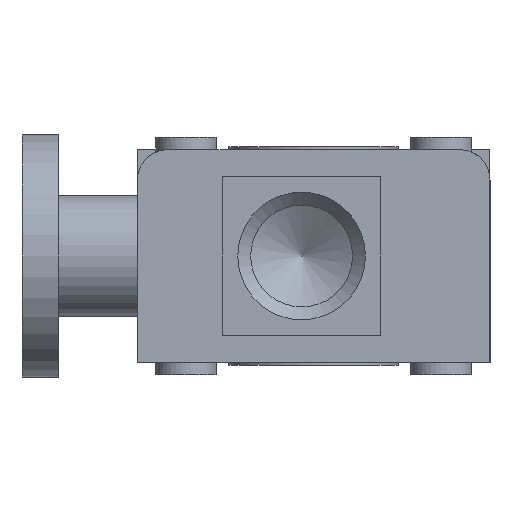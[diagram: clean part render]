
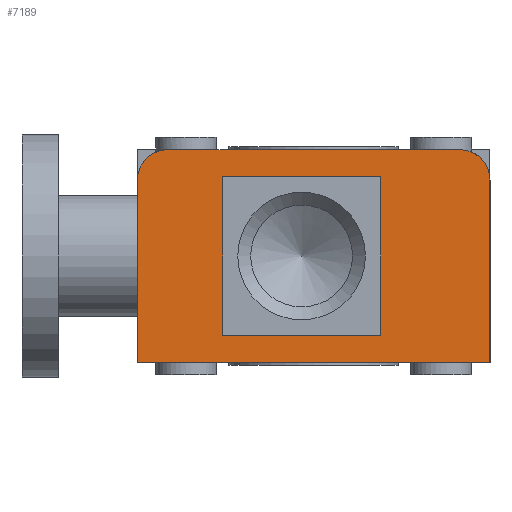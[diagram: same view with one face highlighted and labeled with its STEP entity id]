
A CAD part, left-side view. The second image highlights one B-rep face of the part: STEP entity #7189.
In plain terms, the highlighted planar face has unit normal (-1, 0, 0).
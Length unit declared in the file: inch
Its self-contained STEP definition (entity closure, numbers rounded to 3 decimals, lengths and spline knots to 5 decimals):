
#604=FACE_BOUND('',#1341,.T.);
#695=PLANE('',#7595);
#943=FACE_OUTER_BOUND('',#1340,.T.);
#1340=EDGE_LOOP('',(#5745,#5746,#5747,#5748,#5749,#5750));
#1341=EDGE_LOOP('',(#5751,#5752,#5753,#5754));
#1846=LINE('',#11995,#2385);
#1858=LINE('',#12058,#2397);
#1872=LINE('',#12123,#2411);
#1878=LINE('',#12135,#2417);
#1879=LINE('',#12138,#2418);
#1880=LINE('',#12140,#2419);
#1881=LINE('',#12142,#2420);
#1882=LINE('',#12143,#2421);
#2385=VECTOR('',#8555,0.3937);
#2397=VECTOR('',#8595,0.3937);
#2411=VECTOR('',#8633,0.3937);
#2417=VECTOR('',#8643,0.3937);
#2418=VECTOR('',#8644,0.3937);
#2419=VECTOR('',#8645,0.3937);
#2420=VECTOR('',#8646,0.3937);
#2421=VECTOR('',#8647,0.3937);
#2650=CIRCLE('',#7589,0.09843);
#2653=CIRCLE('',#7596,0.09843);
#3147=VERTEX_POINT('',#11981);
#3153=VERTEX_POINT('',#11993);
#3175=VERTEX_POINT('',#12055);
#3176=VERTEX_POINT('',#12057);
#3187=VERTEX_POINT('',#12081);
#3195=VERTEX_POINT('',#12122);
#3200=VERTEX_POINT('',#12136);
#3201=VERTEX_POINT('',#12137);
#3202=VERTEX_POINT('',#12139);
#3203=VERTEX_POINT('',#12141);
#4045=EDGE_CURVE('',#3153,#3147,#1846,.T.);
#4069=EDGE_CURVE('',#3175,#3176,#1858,.T.);
#4081=EDGE_CURVE('',#3176,#3187,#2650,.T.);
#4093=EDGE_CURVE('',#3187,#3195,#1872,.T.);
#4099=EDGE_CURVE('',#3147,#3175,#2653,.T.);
#4100=EDGE_CURVE('',#3195,#3153,#1878,.T.);
#4101=EDGE_CURVE('',#3200,#3201,#1879,.T.);
#4102=EDGE_CURVE('',#3201,#3202,#1880,.T.);
#4103=EDGE_CURVE('',#3202,#3203,#1881,.T.);
#4104=EDGE_CURVE('',#3203,#3200,#1882,.T.);
#5745=ORIENTED_EDGE('',*,*,#4081,.F.);
#5746=ORIENTED_EDGE('',*,*,#4069,.F.);
#5747=ORIENTED_EDGE('',*,*,#4099,.F.);
#5748=ORIENTED_EDGE('',*,*,#4045,.F.);
#5749=ORIENTED_EDGE('',*,*,#4100,.F.);
#5750=ORIENTED_EDGE('',*,*,#4093,.F.);
#5751=ORIENTED_EDGE('',*,*,#4101,.T.);
#5752=ORIENTED_EDGE('',*,*,#4102,.T.);
#5753=ORIENTED_EDGE('',*,*,#4103,.T.);
#5754=ORIENTED_EDGE('',*,*,#4104,.T.);
#7189=ADVANCED_FACE('',(#943,#604),#695,.T.);
#7589=AXIS2_PLACEMENT_3D('',#12082,#8614,#8615);
#7595=AXIS2_PLACEMENT_3D('',#12133,#8639,#8640);
#7596=AXIS2_PLACEMENT_3D('',#12134,#8641,#8642);
#8555=DIRECTION('',(0.,0.,1.));
#8595=DIRECTION('',(0.,-1.,0.));
#8614=DIRECTION('center_axis',(1.,0.,0.));
#8615=DIRECTION('ref_axis',(0.,-0.707,0.707));
#8633=DIRECTION('',(0.,0.,-1.));
#8639=DIRECTION('center_axis',(-1.,0.,0.));
#8640=DIRECTION('ref_axis',(0.,-1.,0.));
#8641=DIRECTION('center_axis',(1.,0.,0.));
#8642=DIRECTION('ref_axis',(0.,0.707,0.707));
#8643=DIRECTION('',(0.,1.,0.));
#8644=DIRECTION('',(0.,1.,0.));
#8645=DIRECTION('',(0.,0.,1.));
#8646=DIRECTION('',(0.,-1.,0.));
#8647=DIRECTION('',(0.,0.,-1.));
#11981=CARTESIAN_POINT('',(-2.65748,0.57087,0.24606));
#11993=CARTESIAN_POINT('',(-2.65748,0.57087,-0.34449));
#11995=CARTESIAN_POINT('',(-2.65748,0.57087,0.));
#12055=CARTESIAN_POINT('',(-2.65748,0.47244,0.34449));
#12057=CARTESIAN_POINT('',(-2.65748,-0.47244,0.34449));
#12058=CARTESIAN_POINT('',(-2.65748,0.57087,0.34449));
#12081=CARTESIAN_POINT('',(-2.65748,-0.57087,0.24606));
#12082=CARTESIAN_POINT('Origin',(-2.65748,-0.47244,0.24606));
#12122=CARTESIAN_POINT('',(-2.65748,-0.57087,-0.34449));
#12123=CARTESIAN_POINT('',(-2.65748,-0.57087,0.));
#12133=CARTESIAN_POINT('Origin',(-2.65748,0.57087,0.));
#12134=CARTESIAN_POINT('Origin',(-2.65748,0.47244,0.24606));
#12135=CARTESIAN_POINT('',(-2.65748,0.57087,-0.34449));
#12136=CARTESIAN_POINT('',(-2.65748,-0.21654,-0.25591));
#12137=CARTESIAN_POINT('',(-2.65748,0.29528,-0.25591));
#12138=CARTESIAN_POINT('',(-2.65748,0.17717,-0.25591));
#12139=CARTESIAN_POINT('',(-2.65748,0.29528,0.25591));
#12140=CARTESIAN_POINT('',(-2.65748,0.29528,-0.12795));
#12141=CARTESIAN_POINT('',(-2.65748,-0.21654,0.25591));
#12142=CARTESIAN_POINT('',(-2.65748,0.43307,0.25591));
#12143=CARTESIAN_POINT('',(-2.65748,-0.21654,0.12795));
